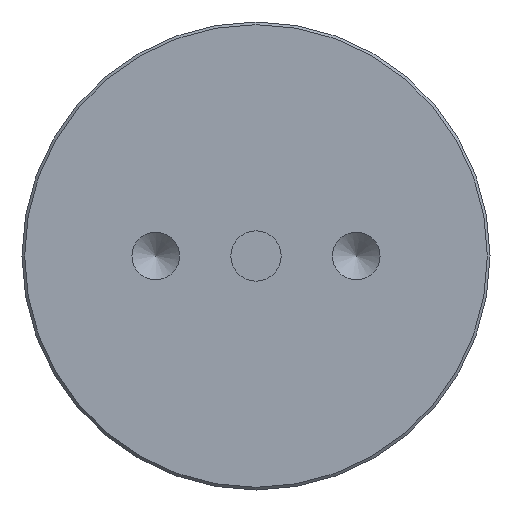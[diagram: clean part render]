
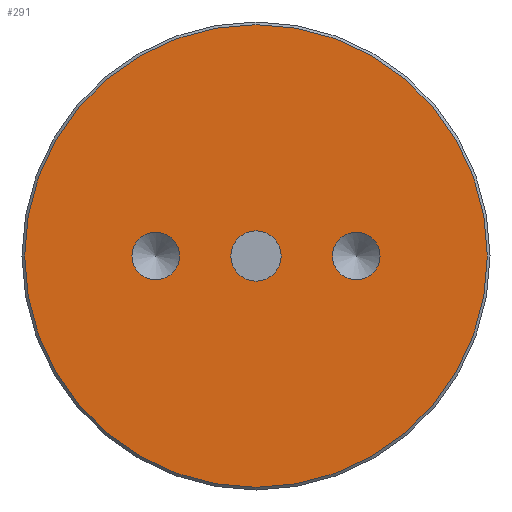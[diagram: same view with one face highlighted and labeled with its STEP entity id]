
A CAD part, front view. The second image highlights one B-rep face of the part: STEP entity #291.
In plain terms, the highlighted planar face has unit normal (0, -1, 0).
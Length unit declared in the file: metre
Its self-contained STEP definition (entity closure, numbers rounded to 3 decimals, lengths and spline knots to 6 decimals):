
#67=ORIENTED_EDGE('',*,*,#110,.F.);
#68=ORIENTED_EDGE('',*,*,#111,.F.);
#69=ORIENTED_EDGE('',*,*,#112,.T.);
#70=ORIENTED_EDGE('',*,*,#109,.T.);
#109=EDGE_CURVE('',#133,#133,#161,.T.);
#110=EDGE_CURVE('',#134,#134,#162,.T.);
#111=EDGE_CURVE('',#135,#135,#163,.T.);
#112=EDGE_CURVE('',#136,#136,#164,.F.);
#133=VERTEX_POINT('',#2016);
#134=VERTEX_POINT('',#2019);
#135=VERTEX_POINT('',#2021);
#136=VERTEX_POINT('',#2023);
#161=CIRCLE('',#506,0.001194);
#162=CIRCLE('',#508,0.00113);
#163=CIRCLE('',#509,0.00113);
#164=CIRCLE('',#510,0.010986);
#191=EDGE_LOOP('',(#67));
#192=EDGE_LOOP('',(#68));
#193=EDGE_LOOP('',(#69));
#194=EDGE_LOOP('',(#70));
#239=FACE_BOUND('',#191,.T.);
#240=FACE_BOUND('',#192,.T.);
#241=FACE_BOUND('',#193,.T.);
#242=FACE_BOUND('',#194,.T.);
#281=PLANE('',#507);
#291=ADVANCED_FACE('',(#239,#240,#241,#242),#281,.F.);
#506=AXIS2_PLACEMENT_3D('',#2015,#584,#585);
#507=AXIS2_PLACEMENT_3D('',#2017,#586,#587);
#508=AXIS2_PLACEMENT_3D('',#2018,#588,#589);
#509=AXIS2_PLACEMENT_3D('',#2020,#590,#591);
#510=AXIS2_PLACEMENT_3D('',#2022,#592,#593);
#584=DIRECTION('',(0.,1.,0.));
#585=DIRECTION('',(0.,0.,1.));
#586=DIRECTION('',(0.,1.,0.));
#587=DIRECTION('',(0.,0.,1.));
#588=DIRECTION('',(0.,-1.,0.));
#589=DIRECTION('',(0.,0.,-1.));
#590=DIRECTION('',(0.,-1.,0.));
#591=DIRECTION('',(1.,0.,0.));
#592=DIRECTION('',(0.,1.,0.));
#593=DIRECTION('',(0.,0.,1.));
#2015=CARTESIAN_POINT('',(-0.008818,-0.018402,0.));
#2016=CARTESIAN_POINT('',(-0.008818,-0.018402,0.001194));
#2017=CARTESIAN_POINT('',(-0.000315,-0.018402,0.));
#2018=CARTESIAN_POINT('',(-0.01358,-0.018402,0.));
#2019=CARTESIAN_POINT('',(-0.01358,-0.018402,-0.00113));
#2020=CARTESIAN_POINT('',(-0.004055,-0.018402,0.));
#2021=CARTESIAN_POINT('',(-0.002925,-0.018402,0.));
#2022=CARTESIAN_POINT('',(-0.008818,-0.018402,0.));
#2023=CARTESIAN_POINT('',(-0.008818,-0.018402,0.010986));
